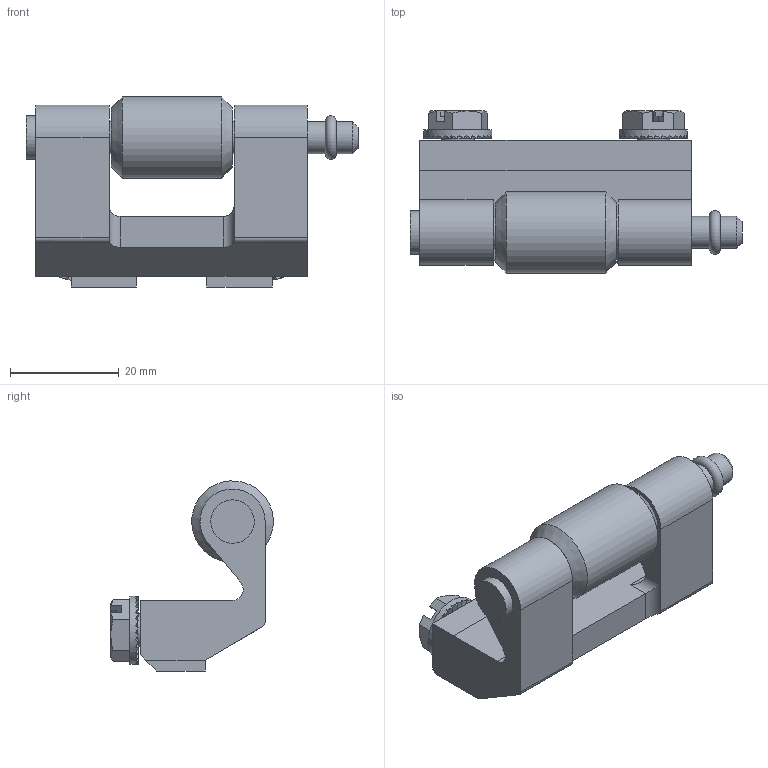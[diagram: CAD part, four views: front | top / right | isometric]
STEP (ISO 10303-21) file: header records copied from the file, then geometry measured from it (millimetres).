
FILE_DESCRIPTION(('STEP AP203'),'1');
FILE_NAME('196.23.step','2020-01-29T08:12:08',(' '),(' '),'Spatial InterOp 3D',' ',' ');
FILE_SCHEMA(('CONFIG_CONTROL_DESIGN'));
Length unit declared in the file: millimetre
Products named in the file (7): 1; 2; 3; 4; 5; 6; 7
Bounding box: 61.1 x 29.88 x 34.98 mm (x, y, z)
Volume: 17339 mm3; surface area: 11888.1 mm2
Topology: 7 solids, 7 shells, 356 faces, 965 edges, 633 vertices
Faces by surface type: plane 272, cylinder 32, bspline 32, cone 19, torus 1
Full cylindrical faces by diameter (mm): 1 x1, 4 x1, 4.5 x1, 5 x2, 5.9 x2, 6 x2, 6.1 x3, 8 x1, 12.5 x2, 15 x1
Entity records: 11970 total; most frequent: CARTESIAN_POINT 2969, ORIENTED_EDGE 1874, DIRECTION 1666, EDGE_CURVE 937, VERTEX_POINT 629, LINE 610, VECTOR 610, AXIS2_PLACEMENT_3D 528
